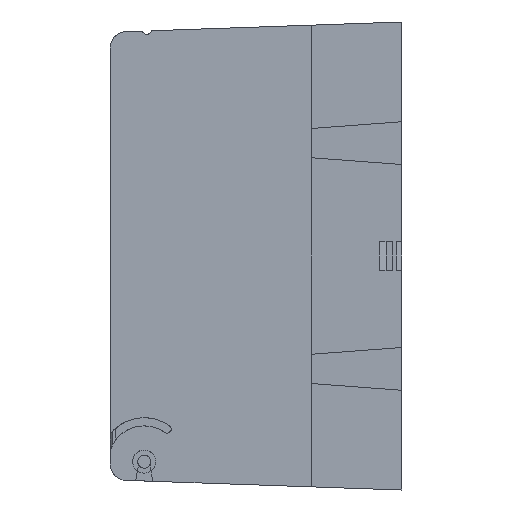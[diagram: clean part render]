
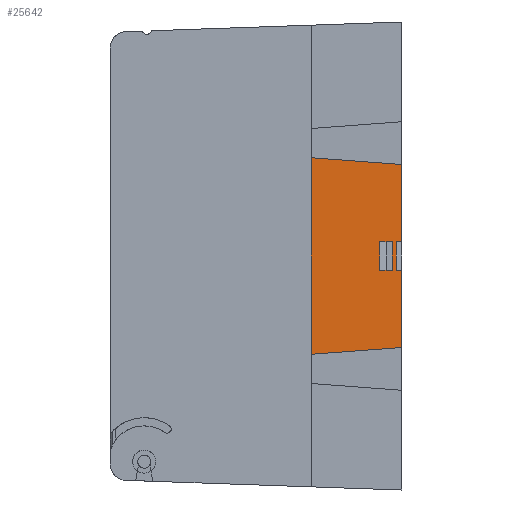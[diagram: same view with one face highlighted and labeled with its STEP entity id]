
A CAD part, left-side view. The second image highlights one B-rep face of the part: STEP entity #25642.
In plain terms, the highlighted planar face has unit normal (1, 0, 0).
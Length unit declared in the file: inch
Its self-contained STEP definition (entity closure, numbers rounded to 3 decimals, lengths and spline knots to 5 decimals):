
#397 = ORIENTED_EDGE ( 'NONE', *, *, #35662, .T. ) ;
#704 = VERTEX_POINT ( 'NONE', #51479 ) ;
#799 = CARTESIAN_POINT ( 'NONE',  ( -3.945, 0., 1.115 ) ) ;
#1137 = EDGE_CURVE ( 'NONE', #48621, #20011, #39198, .T. ) ;
#1913 = VERTEX_POINT ( 'NONE', #12005 ) ;
#3126 = ORIENTED_EDGE ( 'NONE', *, *, #15747, .T. ) ;
#3451 = VERTEX_POINT ( 'NONE', #15574 ) ;
#3497 = VERTEX_POINT ( 'NONE', #13450 ) ;
#3769 = DIRECTION ( 'NONE',  ( 0., 0., -1. ) ) ;
#4043 = CARTESIAN_POINT ( 'NONE',  ( -3.945, 0.26794, 6.44233 ) ) ;
#6990 = CARTESIAN_POINT ( 'NONE',  ( -3.945, 0.065, -0.175 ) ) ;
#8795 = EDGE_CURVE ( 'NONE', #55148, #704, #49483, .T. ) ;
#9720 = VERTEX_POINT ( 'NONE', #44831 ) ;
#12005 = CARTESIAN_POINT ( 'NONE',  ( -3.945, 0., 0.175 ) ) ;
#13450 = CARTESIAN_POINT ( 'NONE',  ( -3.945, 1.1, -1.19653 ) ) ;
#13557 = VERTEX_POINT ( 'NONE', #30603 ) ;
#13615 = EDGE_LOOP ( 'NONE', ( #30786, #43582, #3126, #41933 ) ) ;
#14375 = LINE ( 'NONE', #37691, #47787 ) ;
#14457 = CARTESIAN_POINT ( 'NONE',  ( -3.945, 0., 6.44233 ) ) ;
#15574 = CARTESIAN_POINT ( 'NONE',  ( -3.945, 1.1, 1.19653 ) ) ;
#15747 = EDGE_CURVE ( 'NONE', #42679, #13557, #35160, .T. ) ;
#16731 = DIRECTION ( 'NONE',  ( 0., -1., 0. ) ) ;
#18162 = ORIENTED_EDGE ( 'NONE', *, *, #27785, .T. ) ;
#19025 = DIRECTION ( 'NONE',  ( 0., 0., -1. ) ) ;
#19245 = VECTOR ( 'NONE', #19025, 39.37008 ) ;
#20011 = VERTEX_POINT ( 'NONE', #6990 ) ;
#20131 = CARTESIAN_POINT ( 'NONE',  ( -3.945, 0., 0.175 ) ) ;
#20386 = DIRECTION ( 'NONE',  ( 0., -0.997, -0.074 ) ) ;
#20958 = CARTESIAN_POINT ( 'NONE',  ( -3.945, 0., -0.175 ) ) ;
#21200 = EDGE_CURVE ( 'NONE', #3451, #37435, #14375, .T. ) ;
#21562 = CARTESIAN_POINT ( 'NONE',  ( -3.945, 0., 6.44233 ) ) ;
#23526 = VECTOR ( 'NONE', #40783, 39.37008 ) ;
#23823 = LINE ( 'NONE', #53016, #46991 ) ;
#24148 = ORIENTED_EDGE ( 'NONE', *, *, #38015, .F. ) ;
#24544 = EDGE_CURVE ( 'NONE', #704, #42679, #30627, .T. ) ;
#25642 = ADVANCED_FACE ( 'NONE', ( #40590, #30403 ), #56127, .T. ) ;
#25723 = DIRECTION ( 'NONE',  ( 0., 0.997, -0.074 ) ) ;
#25902 = CARTESIAN_POINT ( 'NONE',  ( -3.945, 0., 0.175 ) ) ;
#25949 = EDGE_CURVE ( 'NONE', #40828, #20011, #38647, .T. ) ;
#25954 = DIRECTION ( 'NONE',  ( 0., 0., -1. ) ) ;
#26240 = VECTOR ( 'NONE', #39043, 39.37008 ) ;
#26257 = ORIENTED_EDGE ( 'NONE', *, *, #25949, .T. ) ;
#26338 = CARTESIAN_POINT ( 'NONE',  ( -3.945, 0.115, -0.175 ) ) ;
#26905 = VECTOR ( 'NONE', #54425, 39.37008 ) ;
#26956 = DIRECTION ( 'NONE',  ( 0., 0., -1. ) ) ;
#27003 = EDGE_CURVE ( 'NONE', #48621, #9720, #38494, .T. ) ;
#27410 = ORIENTED_EDGE ( 'NONE', *, *, #1137, .F. ) ;
#27785 = EDGE_CURVE ( 'NONE', #1913, #40828, #28052, .T. ) ;
#28052 = LINE ( 'NONE', #20131, #38261 ) ;
#28632 = EDGE_LOOP ( 'NONE', ( #27410, #34535, #47716, #24148, #46989, #397, #18162, #26257 ) ) ;
#29228 = VECTOR ( 'NONE', #16731, 39.37008 ) ;
#30364 = CARTESIAN_POINT ( 'NONE',  ( -3.945, 0.065, 0.175 ) ) ;
#30403 = FACE_OUTER_BOUND ( 'NONE', #28632, .T. ) ;
#30603 = CARTESIAN_POINT ( 'NONE',  ( -3.945, 0.115, 0.175 ) ) ;
#30627 = LINE ( 'NONE', #20958, #29228 ) ;
#30786 = ORIENTED_EDGE ( 'NONE', *, *, #8795, .T. ) ;
#32225 = LINE ( 'NONE', #40755, #19245 ) ;
#33190 = LINE ( 'NONE', #25902, #56238 ) ;
#34491 = LINE ( 'NONE', #43259, #56171 ) ;
#34535 = ORIENTED_EDGE ( 'NONE', *, *, #27003, .T. ) ;
#35160 = LINE ( 'NONE', #36405, #23526 ) ;
#35662 = EDGE_CURVE ( 'NONE', #37435, #1913, #23823, .T. ) ;
#36405 = CARTESIAN_POINT ( 'NONE',  ( -3.945, 0.115, 6.44233 ) ) ;
#36607 = VECTOR ( 'NONE', #3769, 39.37008 ) ;
#37164 = CARTESIAN_POINT ( 'NONE',  ( -3.945, 0.26794, 0.175 ) ) ;
#37268 = VECTOR ( 'NONE', #37467, 39.37008 ) ;
#37435 = VERTEX_POINT ( 'NONE', #799 ) ;
#37467 = DIRECTION ( 'NONE',  ( 0., 0., -1. ) ) ;
#37646 = DIRECTION ( 'NONE',  ( 0., 1., 0. ) ) ;
#37691 = CARTESIAN_POINT ( 'NONE',  ( -3.945, 1.1, 1.19653 ) ) ;
#38015 = EDGE_CURVE ( 'NONE', #3451, #3497, #32225, .T. ) ;
#38237 = AXIS2_PLACEMENT_3D ( 'NONE', #21562, #52028, #25954 ) ;
#38261 = VECTOR ( 'NONE', #37646, 39.37008 ) ;
#38494 = LINE ( 'NONE', #14457, #26905 ) ;
#38495 = CARTESIAN_POINT ( 'NONE',  ( -3.945, 0., -0.175 ) ) ;
#38647 = LINE ( 'NONE', #50747, #37268 ) ;
#39043 = DIRECTION ( 'NONE',  ( 0., 1., 0. ) ) ;
#39198 = LINE ( 'NONE', #45097, #26240 ) ;
#40590 = FACE_BOUND ( 'NONE', #13615, .T. ) ;
#40755 = CARTESIAN_POINT ( 'NONE',  ( -3.945, 1.1, 6.44233 ) ) ;
#40783 = DIRECTION ( 'NONE',  ( 0., 0., 1. ) ) ;
#40828 = VERTEX_POINT ( 'NONE', #30364 ) ;
#41933 = ORIENTED_EDGE ( 'NONE', *, *, #55484, .T. ) ;
#42679 = VERTEX_POINT ( 'NONE', #26338 ) ;
#43259 = CARTESIAN_POINT ( 'NONE',  ( -3.945, 0., -1.115 ) ) ;
#43582 = ORIENTED_EDGE ( 'NONE', *, *, #24544, .T. ) ;
#44831 = CARTESIAN_POINT ( 'NONE',  ( -3.945, 0., -1.115 ) ) ;
#45097 = CARTESIAN_POINT ( 'NONE',  ( -3.945, 0., -0.175 ) ) ;
#46989 = ORIENTED_EDGE ( 'NONE', *, *, #21200, .T. ) ;
#46991 = VECTOR ( 'NONE', #26956, 39.37008 ) ;
#47119 = EDGE_CURVE ( 'NONE', #9720, #3497, #34491, .T. ) ;
#47716 = ORIENTED_EDGE ( 'NONE', *, *, #47119, .T. ) ;
#47787 = VECTOR ( 'NONE', #20386, 39.37008 ) ;
#48621 = VERTEX_POINT ( 'NONE', #38495 ) ;
#49483 = LINE ( 'NONE', #4043, #36607 ) ;
#50747 = CARTESIAN_POINT ( 'NONE',  ( -3.945, 0.065, 6.44233 ) ) ;
#51479 = CARTESIAN_POINT ( 'NONE',  ( -3.945, 0.26794, -0.175 ) ) ;
#52028 = DIRECTION ( 'NONE',  ( 1., 0., 0. ) ) ;
#53016 = CARTESIAN_POINT ( 'NONE',  ( -3.945, 0., 6.44233 ) ) ;
#54425 = DIRECTION ( 'NONE',  ( 0., 0., -1. ) ) ;
#54697 = DIRECTION ( 'NONE',  ( 0., 1., 0. ) ) ;
#55148 = VERTEX_POINT ( 'NONE', #37164 ) ;
#55484 = EDGE_CURVE ( 'NONE', #13557, #55148, #33190, .T. ) ;
#56127 = PLANE ( 'NONE',  #38237 ) ;
#56171 = VECTOR ( 'NONE', #25723, 39.37008 ) ;
#56238 = VECTOR ( 'NONE', #54697, 39.37008 ) ;
